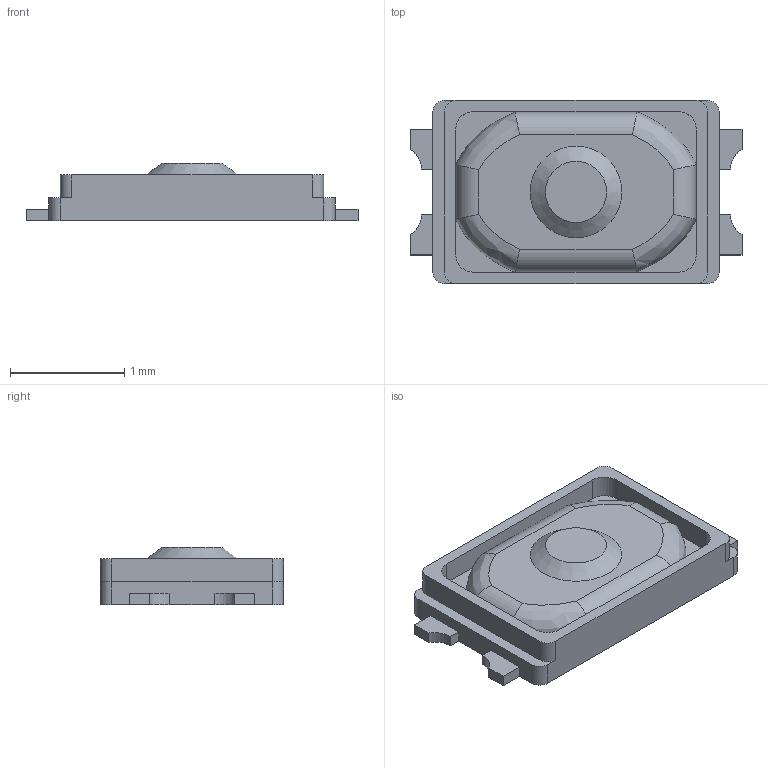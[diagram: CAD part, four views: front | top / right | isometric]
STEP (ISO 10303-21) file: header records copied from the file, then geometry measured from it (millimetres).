
FILE_DESCRIPTION(/* description */ (''),/* implementation_level */ '2;1');
FILE_NAME(/* name */ 'R-668048_sw.stp',/* time_stamp */ '2023-09-20T22:17:35+02:00',/* author */ (''),/* organization */ (''),/* preprocessor_version */ 'ST-DEVELOPER v15.2',/* originating_system */ 'Autodesk Translator Framework v2.0.0.5431',/* authorisation */ '');
FILE_SCHEMA (('AUTOMOTIVE_DESIGN { 1 0 10303 214 3 1 1 }'));
Length unit declared in the file: centimetre
Products named in the file (1): R-668048_sw
Bounding box: 2.9 x 1.6 x 0.5 mm (x, y, z)
Volume: 1.5 mm3; surface area: 20.2 mm2
Topology: 7 solids, 7 shells, 68 faces, 160 edges, 107 vertices
Faces by surface type: plane 43, cylinder 20, bspline 4, cone 1
Entity records: 2152 total; most frequent: CARTESIAN_POINT 565, ORIENTED_EDGE 316, DIRECTION 314, EDGE_CURVE 158, LINE 108, VECTOR 108, VERTEX_POINT 106, AXIS2_PLACEMENT_3D 103
